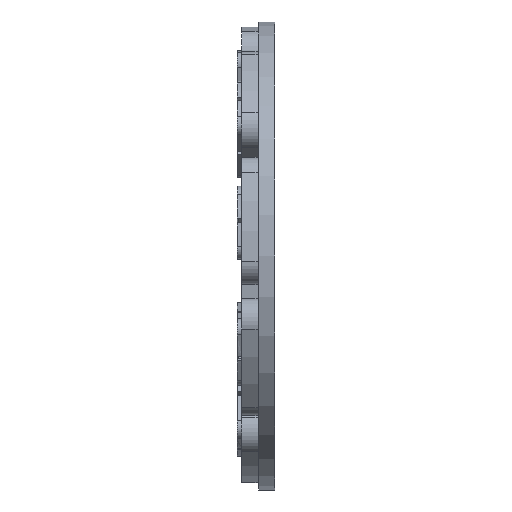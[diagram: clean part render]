
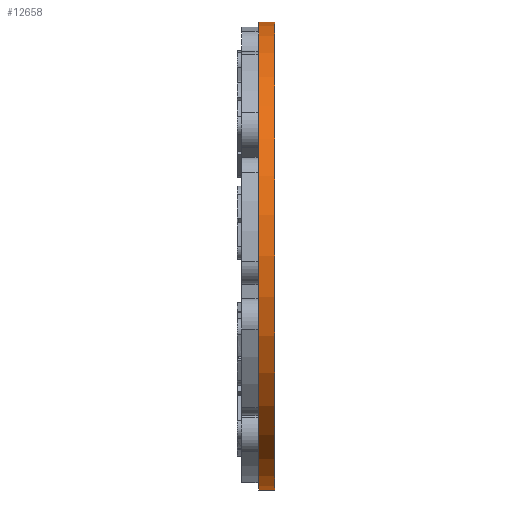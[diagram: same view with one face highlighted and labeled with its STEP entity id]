
A CAD part, left-side view. The second image highlights one B-rep face of the part: STEP entity #12658.
In plain terms, the highlighted cylindrical face has radius 99.161 mm (diameter 198.322 mm), a full revolution.
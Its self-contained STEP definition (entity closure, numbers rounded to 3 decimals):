
#976=LINE('',#21345,#1986);
#1986=VECTOR('',#17091,99.161);
#2636=CYLINDRICAL_SURFACE('',#13984,99.161);
#3228=FACE_OUTER_BOUND('',#3951,.T.);
#3951=EDGE_LOOP('',(#10663,#10664,#10665,#10666));
#4706=CIRCLE('',#13837,99.161);
#4714=CIRCLE('',#13848,99.161);
#5800=VERTEX_POINT('',#20896);
#5807=VERTEX_POINT('',#20916);
#7397=EDGE_CURVE('',#5800,#5800,#4706,.T.);
#7407=EDGE_CURVE('',#5807,#5807,#4714,.T.);
#7547=EDGE_CURVE('',#5800,#5807,#976,.T.);
#10663=ORIENTED_EDGE('',*,*,#7397,.T.);
#10664=ORIENTED_EDGE('',*,*,#7547,.T.);
#10665=ORIENTED_EDGE('',*,*,#7407,.T.);
#10666=ORIENTED_EDGE('',*,*,#7547,.F.);
#12658=ADVANCED_FACE('',(#3228),#2636,.T.);
#13837=AXIS2_PLACEMENT_3D('',#20897,#16736,#16737);
#13848=AXIS2_PLACEMENT_3D('',#20917,#16760,#16761);
#13984=AXIS2_PLACEMENT_3D('',#21344,#17089,#17090);
#16736=DIRECTION('center_axis',(0.,-1.,0.));
#16737=DIRECTION('ref_axis',(1.,0.,0.));
#16760=DIRECTION('center_axis',(0.,1.,0.));
#16761=DIRECTION('ref_axis',(-1.,0.,0.));
#17089=DIRECTION('center_axis',(0.,1.,0.));
#17090=DIRECTION('ref_axis',(-1.,0.,0.));
#17091=DIRECTION('',(0.,-1.,0.));
#20896=CARTESIAN_POINT('',(99.161,6.8,0.));
#20897=CARTESIAN_POINT('Origin',(0.,6.8,0.));
#20916=CARTESIAN_POINT('',(99.161,0.,0.));
#20917=CARTESIAN_POINT('Origin',(0.,0.,0.));
#21344=CARTESIAN_POINT('Origin',(0.,0.,0.));
#21345=CARTESIAN_POINT('',(99.161,0.,0.));
